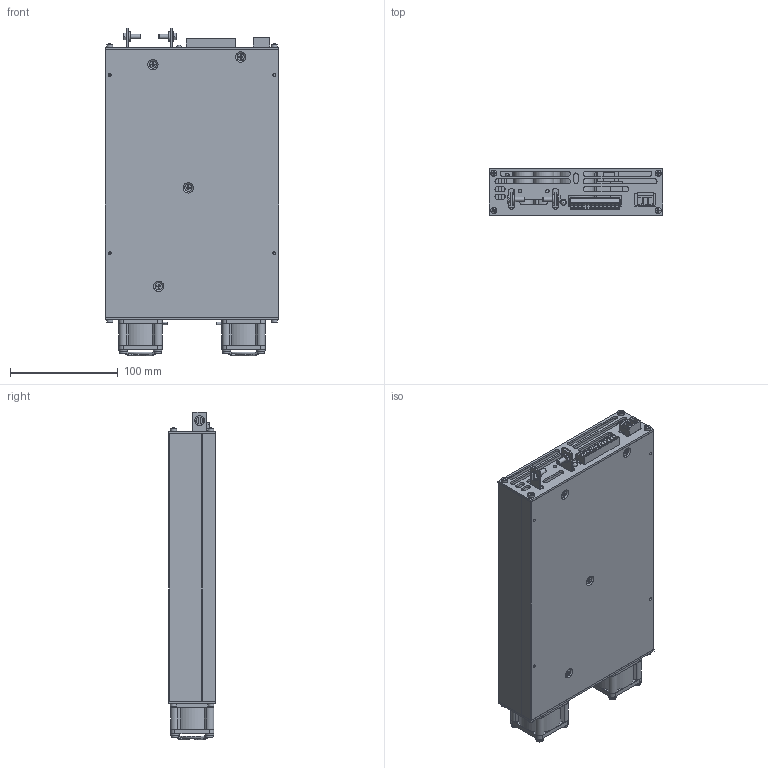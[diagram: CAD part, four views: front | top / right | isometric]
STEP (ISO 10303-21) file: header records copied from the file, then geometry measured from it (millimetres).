
FILE_DESCRIPTION(('WL9 Generic Case'),'2;1');
FILE_NAME('WL9 Generic.stp','2011-08-19T10:20:47',('JCD'),('Acopian Technical Company'),'Autodesk Inventor 2011','Autodesk Inventor 2011','Acopian Technical Company');
FILE_SCHEMA(('CONFIG_CONTROL_DESIGN'));
Length unit declared in the file: inch
Products named in the file (25): WL9 Case Generic.iam (stripped); E5000-1 WL9 bottom; E5000-2 WL9 top cover ; E5000-24 WL9 front coveript; E5000-25 WL9 Rear; WL9 Motherboard; E5000-44 WL9 mother board; E5000-32 Bus bar assembly Right; E5000-5 Bus Bar WL9 output; PEM Self-Clinching Nuts S,SS,CLS,CLSS - Inch SS-032-2 ZI; Slotted Hex Washer Head Machine Screw - Inch 8-32x0.5; E5000-32 Bus bar assembly left; header_5.08mm_3pl_90; header_3.81mm_12pl_90; PEM Fasteners For Use With PC Boards KFB3 - Inch KFB3-632-6 ET; LED_BOARD MT; FAN 12V 40x28; Cross Recessed Fillister Head Tapping Screw - Type F - Type I No. 6 - 32 - 1/2; FAN GUARD 40mm; Cross Recessed Pan Head Tapping Screw - Type AB - Type I - Inch No. 6-20 - 1; plug_3.81mm_12pl; plug_5.08mm_3pl; Cross Recessed 100° Flat Countersunk Head Machine Screw - Type I - Inch 6-32 UNC x 0.5625; LOGO CLEAR; MODEL LABEL
Assembly tree (48 placements, depth 4):
  WL9 Case Generic.iam (stripped)
    E5000-1 WL9 bottom
    E5000-2 WL9 top cover 
    E5000-24 WL9 front coveript
    E5000-25 WL9 Rear
    WL9 Motherboard
      E5000-44 WL9 mother board
      E5000-32 Bus bar assembly Right
        E5000-5 Bus Bar WL9 output
        PEM Self-Clinching Nuts S,SS,CLS,CLSS - Inch SS-032-2 ZI
        Slotted Hex Washer Head Machine Screw - Inch 8-32x0.5
      E5000-32 Bus bar assembly left
        E5000-5 Bus Bar WL9 output
        PEM Self-Clinching Nuts S,SS,CLS,CLSS - Inch SS-032-2 ZI
        Slotted Hex Washer Head Machine Screw - Inch 8-32x0.5
      header_5.08mm_3pl_90
      header_3.81mm_12pl_90
      PEM Fasteners For Use With PC Boards KFB3 - Inch KFB3-632-6 ET  x4
      LED_BOARD MT
    FAN 12V 40x28  x2
    Cross Recessed Fillister Head Tapping Screw - Type F - Type I No. 6 - 32 - 1/2  x7
    FAN GUARD 40mm  x2
    Cross Recessed Pan Head Tapping Screw - Type AB - Type I - Inch No. 6-20 - 1  x8
    plug_3.81mm_12pl
    plug_5.08mm_3pl
    Cross Recessed 100° Flat Countersunk Head Machine Screw - Type I - Inch 6-32 UNC x 0.5625  x4
    LOGO CLEAR
    MODEL LABEL
Bounding box: 161.04 x 43.48 x 303.08 mm (x, y, z)
Volume: 792327.4 mm3; surface area: 453729.3 mm2
Topology: 53 solids, 53 shells, 4055 faces, 11081 edges, 7331 vertices
Faces by surface type: plane 2483, cylinder 993, cone 261, bspline 187, torus 108, sphere 23
Full cylindrical faces by diameter (mm): 0.406 x58, 0.508 x1, 0.533 x12, 0.698 x3, 0.711 x15, 0.762 x2, 1.2 x12, 1.27 x4, 1.524 x16, 1.538 x4, 1.694 x2, 2.642 x12, 2.692 x4, 2.8 x12, 3.175 x2, 3.5 x16, 3.505 x19, 3.556 x12, 3.9 x3, 3.962 x4, 4.166 x2, 4.2 x3, 4.364 x4, 4.699 x1, 5.08 x1, 5.334 x4, 5.385 x4, 5.537 x1, 5.74 x11, 6.325 x2
Entity records: 107612 total; most frequent: CARTESIAN_POINT 23023, ORIENTED_EDGE 17326, DIRECTION 16330, EDGE_CURVE 8663, VECTOR 6222, LINE 6222, VERTEX_POINT 5905, AXIS2_PLACEMENT_3D 5054
